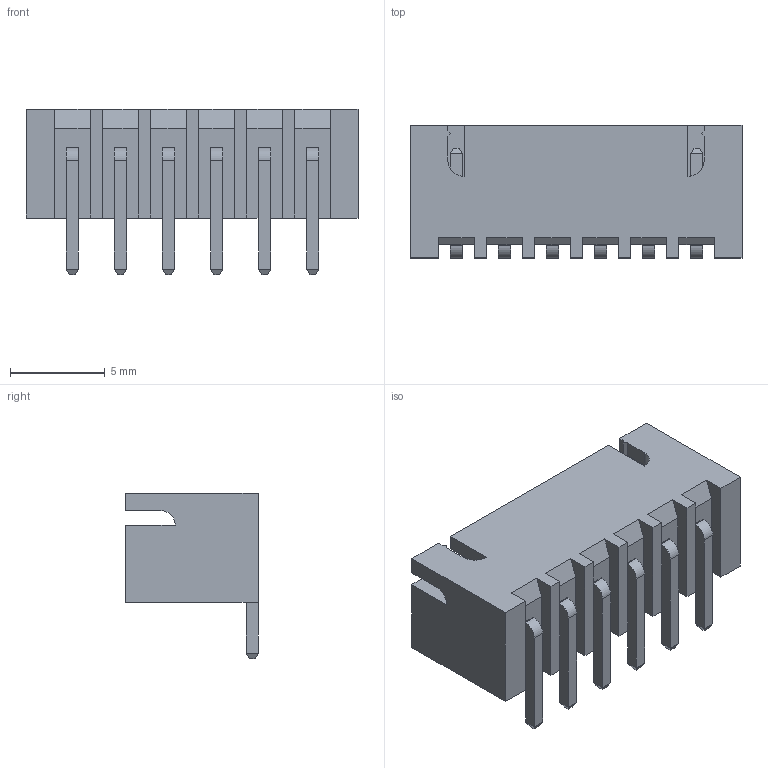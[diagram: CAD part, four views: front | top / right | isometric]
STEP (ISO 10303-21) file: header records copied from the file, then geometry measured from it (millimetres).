
FILE_DESCRIPTION (( 'STEP AP214' ), '1' );
FILE_NAME ('JST_XH_2_54_right_angle.STEP', '2025-12-23T16:08:45', ( '' ), ( '' ), 'SwSTEP 2.0', 'SolidWorks 2024', '' );
FILE_SCHEMA (( 'AUTOMOTIVE_DESIGN' ));
Length unit declared in the file: millimetre
Products named in the file (6): PIN_JST.stp; JST_XH_2_54_right_angle; JST_XH6_HOUSE.stp; JST_XH6_ASM_ASM.stp; eBom-FreeParts.stp; JST_XH_2_54_right_angle.stp
Assembly tree (9 placements, depth 4):
  JST_XH_2_54_right_angle
    JST_XH_2_54_right_angle.stp
      JST_XH6_ASM_ASM.stp
        JST_XH6_HOUSE.stp
        PIN_JST.stp  x6
  eBom-FreeParts.stp
Bounding box: 17.54 x 7.02 x 8.75 mm (x, y, z)
Volume: 285 mm3; surface area: 987.9 mm2
Topology: 7 solids, 7 shells, 196 faces, 498 edges, 316 vertices
Faces by surface type: plane 180, cylinder 16
Entity records: 3565 total; most frequent: CARTESIAN_POINT 614, ORIENTED_EDGE 596, DIRECTION 550, EDGE_CURVE 298, LINE 286, VECTOR 286, VERTEX_POINT 196, AXIS2_PLACEMENT_3D 132
